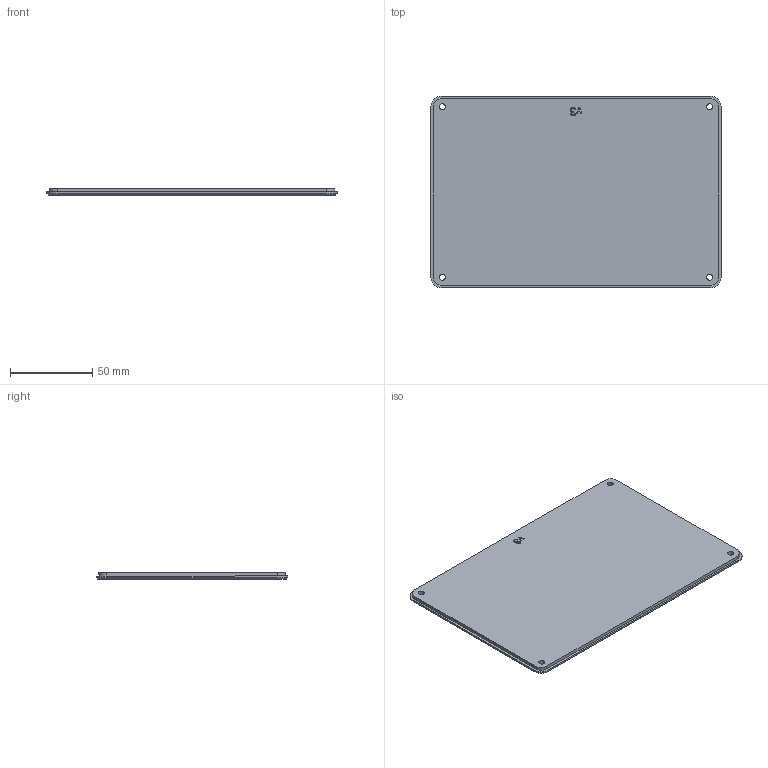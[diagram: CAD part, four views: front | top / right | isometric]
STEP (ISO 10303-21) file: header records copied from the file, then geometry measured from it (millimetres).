
FILE_DESCRIPTION(/* description */ (''),/* implementation_level */ '2;1');
FILE_NAME(/* name */ 'Display Panel - Template V3.step',/* time_stamp */ '2023-07-29T11:19:19-05:00',/* author */ (''),/* organization */ (''),/* preprocessor_version */ 'ST-DEVELOPER v20',/* originating_system */ 'Autodesk Translation Framework v12.9.0.99',/* authorisation */ '');
FILE_SCHEMA (('AUTOMOTIVE_DESIGN { 1 0 10303 214 3 1 1 }'));
Length unit declared in the file: millimetre
Products named in the file (1): Display Panel - Template V3
Bounding box: 176.6 x 116.72 x 4 mm (x, y, z)
Volume: 80145.3 mm3; surface area: 43216 mm2
Topology: 1 solids, 1 shells, 72 faces, 193 edges, 126 vertices
Faces by surface type: bspline 29, plane 27, cylinder 12, cone 4
Full cylindrical faces by diameter (mm): 3.6 x4
Entity records: 2560 total; most frequent: CARTESIAN_POINT 885, ORIENTED_EDGE 386, DIRECTION 251, EDGE_CURVE 193, VERTEX_POINT 126, LINE 107, VECTOR 107, EDGE_LOOP 83
